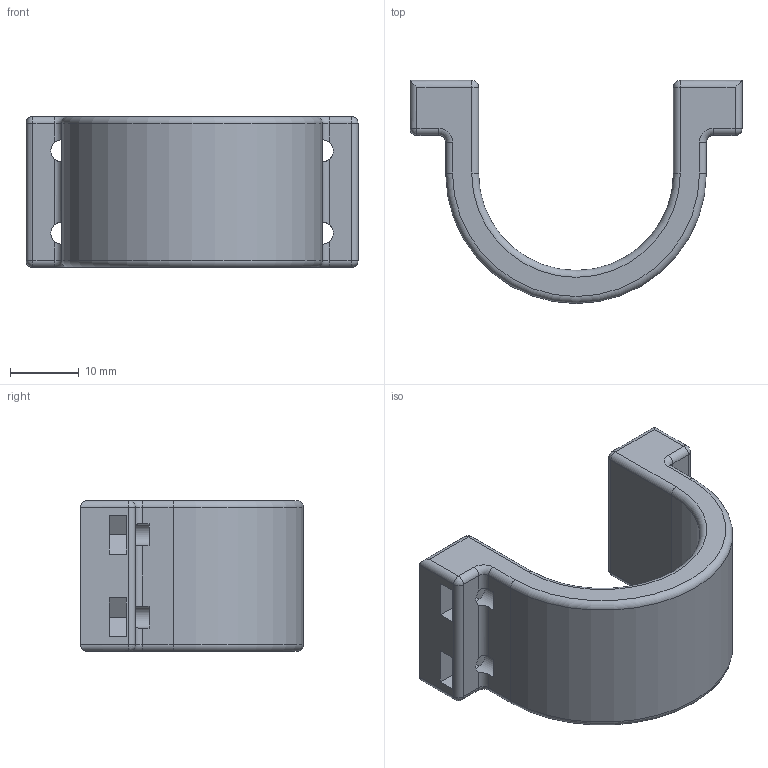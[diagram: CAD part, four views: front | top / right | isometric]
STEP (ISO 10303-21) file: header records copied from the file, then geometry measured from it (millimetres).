
FILE_DESCRIPTION(/* description */ (''),/* implementation_level */ '2;1');
FILE_NAME(/* name */ 'NEMA8 bracket.step',/* time_stamp */ '2021-04-06T09:38:16+08:00',/* author */ (''),/* organization */ (''),/* preprocessor_version */ 'ST-DEVELOPER v18.1',/* originating_system */ 'Autodesk Translation Framework v9.10.0.1330',/* authorisation */ '');
FILE_SCHEMA (('AUTOMOTIVE_DESIGN { 1 0 10303 214 3 1 1 }'));
Length unit declared in the file: millimetre
Products named in the file (1): NEMA8 bracket
Bounding box: 48.4 x 32.5 x 22 mm (x, y, z)
Volume: 9461.2 mm3; surface area: 5492.5 mm2
Topology: 1 solids, 1 shells, 96 faces, 238 edges, 144 vertices
Faces by surface type: plane 40, cylinder 40, torus 8, sphere 8
Full cylindrical faces by diameter (mm): 3.2 x8
Entity records: 2951 total; most frequent: CARTESIAN_POINT 567, DIRECTION 508, ORIENTED_EDGE 476, EDGE_CURVE 238, AXIS2_PLACEMENT_3D 181, LINE 146, VECTOR 146, VERTEX_POINT 144
